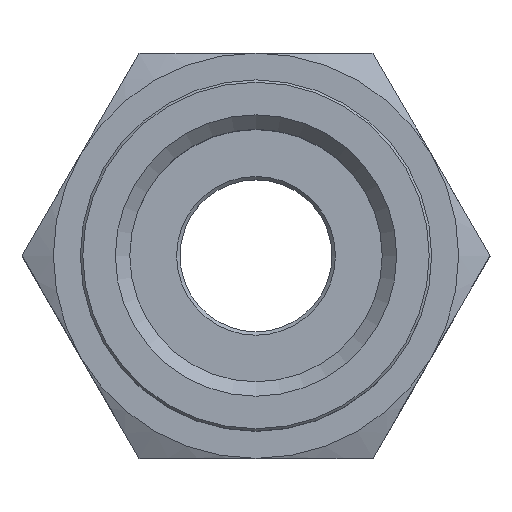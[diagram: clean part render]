
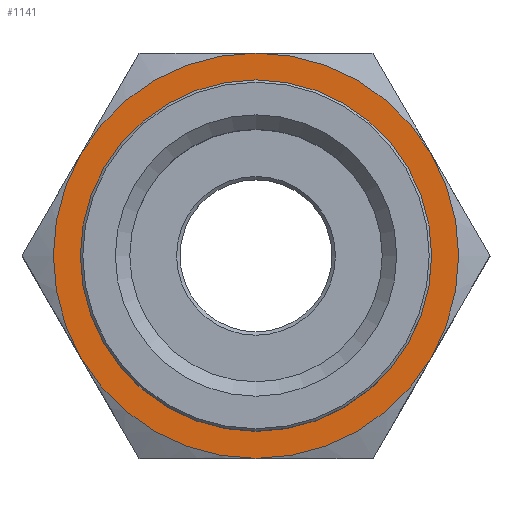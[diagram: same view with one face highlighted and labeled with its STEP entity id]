
A CAD part, top view. The second image highlights one B-rep face of the part: STEP entity #1141.
In plain terms, the highlighted planar face has unit normal (0, 0, 1).
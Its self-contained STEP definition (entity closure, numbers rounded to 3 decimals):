
#261=ORIENTED_EDGE('',*,*,#383,.F.);
#262=ORIENTED_EDGE('',*,*,#384,.F.);
#263=ORIENTED_EDGE('',*,*,#386,.F.);
#264=ORIENTED_EDGE('',*,*,#389,.F.);
#265=ORIENTED_EDGE('',*,*,#385,.F.);
#266=ORIENTED_EDGE('',*,*,#382,.F.);
#267=ORIENTED_EDGE('',*,*,#388,.T.);
#382=EDGE_CURVE('',#459,#461,#518,.T.);
#383=EDGE_CURVE('',#457,#459,#519,.T.);
#384=EDGE_CURVE('',#454,#457,#520,.T.);
#385=EDGE_CURVE('',#461,#463,#521,.T.);
#386=EDGE_CURVE('',#464,#454,#522,.T.);
#388=EDGE_CURVE('',#466,#466,#524,.T.);
#389=EDGE_CURVE('',#463,#464,#525,.T.);
#454=VERTEX_POINT('',#1671);
#457=VERTEX_POINT('',#1685);
#459=VERTEX_POINT('',#1697);
#461=VERTEX_POINT('',#1709);
#463=VERTEX_POINT('',#1721);
#464=VERTEX_POINT('',#1732);
#466=VERTEX_POINT('',#1752);
#518=CIRCLE('',#1240,12.);
#519=CIRCLE('',#1242,12.);
#520=CIRCLE('',#1244,12.);
#521=CIRCLE('',#1246,12.);
#522=CIRCLE('',#1248,12.);
#524=CIRCLE('',#1252,10.4);
#525=CIRCLE('',#1254,12.);
#607=EDGE_LOOP('',(#261,#262,#263,#264,#265,#266));
#608=EDGE_LOOP('',(#267));
#705=FACE_BOUND('',#607,.T.);
#706=FACE_BOUND('',#608,.T.);
#741=PLANE('',#1253);
#1141=ADVANCED_FACE('',(#705,#706),#741,.F.);
#1240=AXIS2_PLACEMENT_3D('',#1738,#1431,#1432);
#1242=AXIS2_PLACEMENT_3D('',#1740,#1435,#1436);
#1244=AXIS2_PLACEMENT_3D('',#1742,#1439,#1440);
#1246=AXIS2_PLACEMENT_3D('',#1744,#1443,#1444);
#1248=AXIS2_PLACEMENT_3D('',#1746,#1447,#1448);
#1252=AXIS2_PLACEMENT_3D('',#1751,#1455,#1456);
#1253=AXIS2_PLACEMENT_3D('',#1753,#1457,#1458);
#1254=AXIS2_PLACEMENT_3D('',#1754,#1459,#1460);
#1431=DIRECTION('',(0.,0.,-1.));
#1432=DIRECTION('',(-1.,0.,0.));
#1435=DIRECTION('',(0.,0.,-1.));
#1436=DIRECTION('',(-1.,0.,0.));
#1439=DIRECTION('',(0.,0.,-1.));
#1440=DIRECTION('',(-1.,0.,0.));
#1443=DIRECTION('',(0.,0.,-1.));
#1444=DIRECTION('',(-1.,0.,0.));
#1447=DIRECTION('',(0.,0.,-1.));
#1448=DIRECTION('',(-1.,0.,0.));
#1455=DIRECTION('',(0.,0.,-1.));
#1456=DIRECTION('',(-1.,0.,0.));
#1457=DIRECTION('',(0.,0.,-1.));
#1458=DIRECTION('',(-1.,0.,0.));
#1459=DIRECTION('',(0.,0.,-1.));
#1460=DIRECTION('',(-1.,0.,0.));
#1671=CARTESIAN_POINT('',(-10.392,6.,-7.5));
#1685=CARTESIAN_POINT('',(0.,12.,-7.5));
#1697=CARTESIAN_POINT('',(10.392,6.,-7.5));
#1709=CARTESIAN_POINT('',(10.392,-6.,-7.5));
#1721=CARTESIAN_POINT('',(0.,-12.,-7.5));
#1732=CARTESIAN_POINT('',(-10.392,-6.,-7.5));
#1738=CARTESIAN_POINT('',(0.,0.,-7.5));
#1740=CARTESIAN_POINT('',(0.,0.,-7.5));
#1742=CARTESIAN_POINT('',(0.,0.,-7.5));
#1744=CARTESIAN_POINT('',(0.,0.,-7.5));
#1746=CARTESIAN_POINT('',(0.,0.,-7.5));
#1751=CARTESIAN_POINT('',(0.,0.,-7.5));
#1752=CARTESIAN_POINT('',(-10.4,0.,-7.5));
#1753=CARTESIAN_POINT('',(0.,10.4,-7.5));
#1754=CARTESIAN_POINT('',(0.,0.,-7.5));
